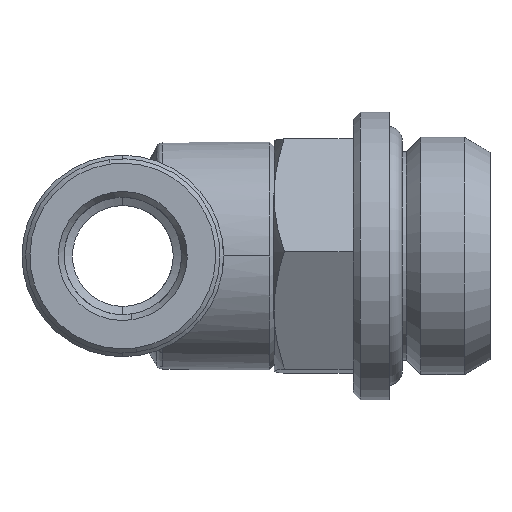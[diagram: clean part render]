
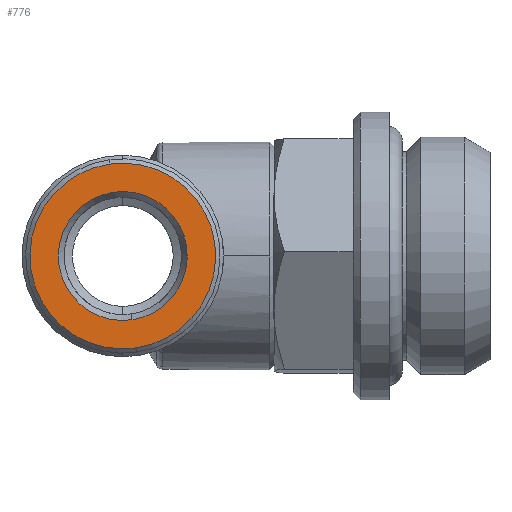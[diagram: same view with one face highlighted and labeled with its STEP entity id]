
A CAD part, left-side view. The second image highlights one B-rep face of the part: STEP entity #776.
In plain terms, the highlighted planar face has unit normal (-1, 0, 0).
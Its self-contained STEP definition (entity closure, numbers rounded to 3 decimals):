
#776 = ADVANCED_FACE ( 'NONE', ( #1937, #1854 ), #1899, .T. ) ;
#779 = ORIENTED_EDGE ( 'NONE', *, *, #808, .F. ) ;
#783 = EDGE_LOOP ( 'NONE', ( #820, #779 ) ) ;
#808 = EDGE_CURVE ( 'NONE', #2897, #2960, #1867, .T. ) ;
#819 = ORIENTED_EDGE ( 'NONE', *, *, #2924, .T. ) ;
#820 = ORIENTED_EDGE ( 'NONE', *, *, #2945, .F. ) ;
#827 = EDGE_CURVE ( 'NONE', #2890, #2925, #1912, .T. ) ;
#830 = ORIENTED_EDGE ( 'NONE', *, *, #827, .T. ) ;
#831 = EDGE_LOOP ( 'NONE', ( #819, #830 ) ) ;
#1854 = FACE_OUTER_BOUND ( 'NONE', #783, .T. ) ;
#1858 = AXIS2_PLACEMENT_3D ( 'NONE', #1921, #1920, #1889 ) ;
#1863 = DIRECTION ( 'NONE',  ( 0., 0.143, 0.99 ) ) ;
#1864 = DIRECTION ( 'NONE',  ( 1., 0., 0. ) ) ;
#1865 = CARTESIAN_POINT ( 'NONE',  ( -23.2, 0., 0. ) ) ;
#1866 = AXIS2_PLACEMENT_3D ( 'NONE', #1865, #1864, #1863 ) ;
#1867 = CIRCLE ( 'NONE', #1866, 6.45 ) ;
#1889 = DIRECTION ( 'NONE',  ( 0., -0.143, -0.99 ) ) ;
#1899 = PLANE ( 'NONE',  #1858 ) ;
#1908 = DIRECTION ( 'NONE',  ( 0., 0.143, 0.99 ) ) ;
#1909 = DIRECTION ( 'NONE',  ( 1., 0., 0. ) ) ;
#1910 = CARTESIAN_POINT ( 'NONE',  ( -23.2, 0., 0. ) ) ;
#1911 = AXIS2_PLACEMENT_3D ( 'NONE', #1910, #1909, #1908 ) ;
#1912 = CIRCLE ( 'NONE', #1911, 4.475 ) ;
#1920 = DIRECTION ( 'NONE',  ( -1., 0., 0. ) ) ;
#1921 = CARTESIAN_POINT ( 'NONE',  ( -23.2, -6.384, 0.92 ) ) ;
#1937 = FACE_BOUND ( 'NONE', #831, .T. ) ;
#2040 = CIRCLE ( 'NONE', #2326, 4.475 ) ;
#2231 = CARTESIAN_POINT ( 'NONE',  ( -23.2, -0.92, -6.384 ) ) ;
#2237 = CARTESIAN_POINT ( 'NONE',  ( -23.2, 0.638, 4.429 ) ) ;
#2326 = AXIS2_PLACEMENT_3D ( 'NONE', #2337, #2338, #2339 ) ;
#2335 = CARTESIAN_POINT ( 'NONE',  ( -23.2, -0.638, -4.429 ) ) ;
#2337 = CARTESIAN_POINT ( 'NONE',  ( -23.2, 0., 0. ) ) ;
#2338 = DIRECTION ( 'NONE',  ( 1., 0., 0. ) ) ;
#2339 = DIRECTION ( 'NONE',  ( 0., 0.143, 0.99 ) ) ;
#2374 = DIRECTION ( 'NONE',  ( 0., 0.143, 0.99 ) ) ;
#2375 = DIRECTION ( 'NONE',  ( 1., 0., 0. ) ) ;
#2376 = CARTESIAN_POINT ( 'NONE',  ( -23.2, 0., 0. ) ) ;
#2377 = AXIS2_PLACEMENT_3D ( 'NONE', #2376, #2375, #2374 ) ;
#2378 = CIRCLE ( 'NONE', #2377, 6.45 ) ;
#2400 = CARTESIAN_POINT ( 'NONE',  ( -23.2, 0.92, 6.384 ) ) ;
#2890 = VERTEX_POINT ( 'NONE', #2237 ) ;
#2897 = VERTEX_POINT ( 'NONE', #2231 ) ;
#2924 = EDGE_CURVE ( 'NONE', #2925, #2890, #2040, .T. ) ;
#2925 = VERTEX_POINT ( 'NONE', #2335 ) ;
#2945 = EDGE_CURVE ( 'NONE', #2960, #2897, #2378, .T. ) ;
#2960 = VERTEX_POINT ( 'NONE', #2400 ) ;
